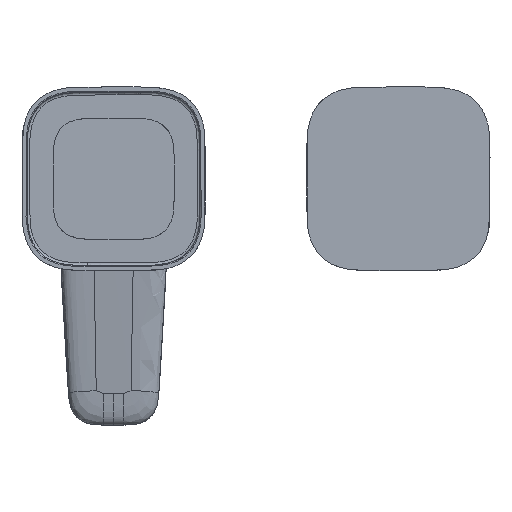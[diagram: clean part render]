
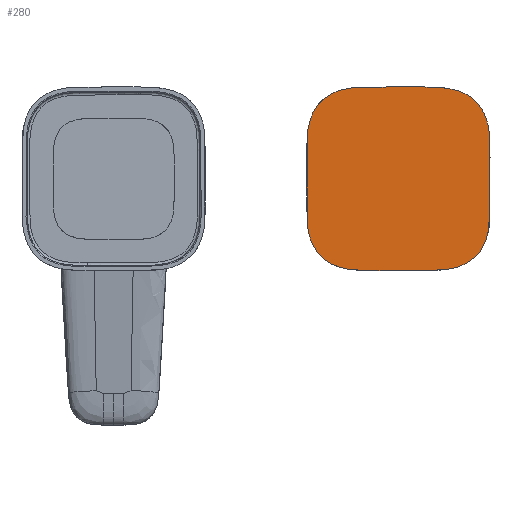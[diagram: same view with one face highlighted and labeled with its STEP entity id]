
A CAD part, left-side view. The second image highlights one B-rep face of the part: STEP entity #280.
In plain terms, the highlighted planar face has unit normal (-1, 0, 0).
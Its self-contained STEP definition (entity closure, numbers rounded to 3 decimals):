
#166=PLANE('',#13659);
#280=ADVANCED_FACE('extract.1',(#457),#166,.T.);
#457=FACE_OUTER_BOUND('',#2953,.T.);
#720=B_SPLINE_CURVE_WITH_KNOTS('',3,(#10547,#10548,#10549,#10550,#10551,#10552,#10553,#10554,#10555,#10556,#10557,#10558,#10559,#10560,#10561,#10562,#10563,#10564,#10565,#10566,#10567,#10568,#10569,#10570,#10571,#10572,#10573,#10574,#10517),.UNSPECIFIED.,.F.,.U.,(4,1,1,1,1,1,1,1,1,1,1,1,1,1,1,1,1,1,1,1,1,1,1,1,1,1,4),(0.,0.063,0.094,0.125,0.156,0.188,0.219,0.25,0.281,0.313,0.344,0.375,0.438,0.5,0.531,0.563,0.594,0.625,0.656,0.688,0.719,0.75,0.781,0.813,0.844,0.875,1.),.UNSPECIFIED.);
#722=B_SPLINE_CURVE_WITH_KNOTS('',3,(#10517,#10660,#10661,#10662,#10663,#10664,#10665,#10666,#10667,#10668,#10669,#10670,#10671,#10672,#10673,#10674,#10675,#10676,#10677,#10678,#10679,#10680,#10681,#10682,#10683,#10684,#10685,#10686,#10547),.UNSPECIFIED.,.F.,.U.,(4,1,1,1,1,1,1,1,1,1,1,1,1,1,1,1,1,1,1,1,1,1,1,1,1,1,4),(0.,0.063,0.094,0.125,0.156,0.188,0.219,0.25,0.281,0.313,0.344,0.375,0.438,0.5,0.531,0.563,0.594,0.625,0.656,0.688,0.719,0.75,0.781,0.813,0.844,0.875,1.),.UNSPECIFIED.);
#1421=ORIENTED_EDGE('',*,*,#2131,.F.);
#1422=ORIENTED_EDGE('',*,*,#2133,.F.);
#2131=EDGE_CURVE('257',#2686,#2683,#720,.T.);
#2133=EDGE_CURVE('259',#2683,#2686,#722,.T.);
#2683=VERTEX_POINT('160',#10517);
#2686=VERTEX_POINT('163',#10547);
#2953=EDGE_LOOP('',(#1421,#1422));
#10517=CARTESIAN_POINT('',(61.,-120.254,35.487));
#10547=CARTESIAN_POINT('',(61.,-99.746,-35.487));
#10548=CARTESIAN_POINT('',(61.,-97.141,-35.48));
#10549=CARTESIAN_POINT('',(61.,-93.218,-35.449));
#10550=CARTESIAN_POINT('',(61.,-88.077,-34.483));
#10551=CARTESIAN_POINT('',(61.,-84.387,-33.116));
#10552=CARTESIAN_POINT('',(61.,-81.069,-30.98));
#10553=CARTESIAN_POINT('',(61.,-78.37,-28.093));
#10554=CARTESIAN_POINT('',(61.,-76.445,-24.65));
#10555=CARTESIAN_POINT('',(61.,-75.268,-20.902));
#10556=CARTESIAN_POINT('',(61.,-74.686,-17.031));
#10557=CARTESIAN_POINT('',(61.,-74.509,-13.132));
#10558=CARTESIAN_POINT('',(61.,-74.513,-9.235));
#10559=CARTESIAN_POINT('',(61.,-74.499,-4.038));
#10560=CARTESIAN_POINT('',(61.,-74.499,2.458));
#10561=CARTESIAN_POINT('',(61.,-74.507,8.956));
#10562=CARTESIAN_POINT('',(61.,-74.527,14.161));
#10563=CARTESIAN_POINT('',(61.,-74.793,18.067));
#10564=CARTESIAN_POINT('',(61.,-75.517,21.922));
#10565=CARTESIAN_POINT('',(61.,-76.883,25.612));
#10566=CARTESIAN_POINT('',(61.,-79.02,28.931));
#10567=CARTESIAN_POINT('',(61.,-81.907,31.63));
#10568=CARTESIAN_POINT('',(61.,-85.35,33.555));
#10569=CARTESIAN_POINT('',(61.,-89.098,34.732));
#10570=CARTESIAN_POINT('',(61.,-92.969,35.314));
#10571=CARTESIAN_POINT('',(61.,-96.868,35.491));
#10572=CARTESIAN_POINT('',(61.,-100.766,35.487));
#10573=CARTESIAN_POINT('',(61.,-108.561,35.508));
#10574=CARTESIAN_POINT('',(61.,-115.057,35.5));
#10660=CARTESIAN_POINT('',(61.,-122.859,35.48));
#10661=CARTESIAN_POINT('',(61.,-126.782,35.449));
#10662=CARTESIAN_POINT('',(61.,-131.923,34.483));
#10663=CARTESIAN_POINT('',(61.,-135.613,33.116));
#10664=CARTESIAN_POINT('',(61.,-138.931,30.98));
#10665=CARTESIAN_POINT('',(61.,-141.63,28.093));
#10666=CARTESIAN_POINT('',(61.,-143.555,24.65));
#10667=CARTESIAN_POINT('',(61.,-144.732,20.901));
#10668=CARTESIAN_POINT('',(61.,-145.314,17.031));
#10669=CARTESIAN_POINT('',(61.,-145.491,13.132));
#10670=CARTESIAN_POINT('',(61.,-145.487,9.234));
#10671=CARTESIAN_POINT('',(61.,-145.501,4.038));
#10672=CARTESIAN_POINT('',(61.,-145.501,-2.458));
#10673=CARTESIAN_POINT('',(61.,-145.493,-8.957));
#10674=CARTESIAN_POINT('',(61.,-145.473,-14.162));
#10675=CARTESIAN_POINT('',(61.,-145.207,-18.067));
#10676=CARTESIAN_POINT('',(61.,-144.483,-21.923));
#10677=CARTESIAN_POINT('',(61.,-143.116,-25.612));
#10678=CARTESIAN_POINT('',(61.,-140.98,-28.931));
#10679=CARTESIAN_POINT('',(61.,-138.093,-31.63));
#10680=CARTESIAN_POINT('',(61.,-134.65,-33.555));
#10681=CARTESIAN_POINT('',(61.,-130.901,-34.732));
#10682=CARTESIAN_POINT('',(61.,-127.03,-35.314));
#10683=CARTESIAN_POINT('',(61.,-123.132,-35.491));
#10684=CARTESIAN_POINT('',(61.,-119.234,-35.487));
#10685=CARTESIAN_POINT('',(61.,-111.439,-35.508));
#10686=CARTESIAN_POINT('',(61.,-104.943,-35.5));
#10930=CARTESIAN_POINT('',(61.,-145.927,35.929));
#13659=AXIS2_PLACEMENT_3D('',#10930,#13759,#13740);
#13740=DIRECTION('',(0.,1.,0.));
#13759=DIRECTION('',(-1.,0.,0.));
